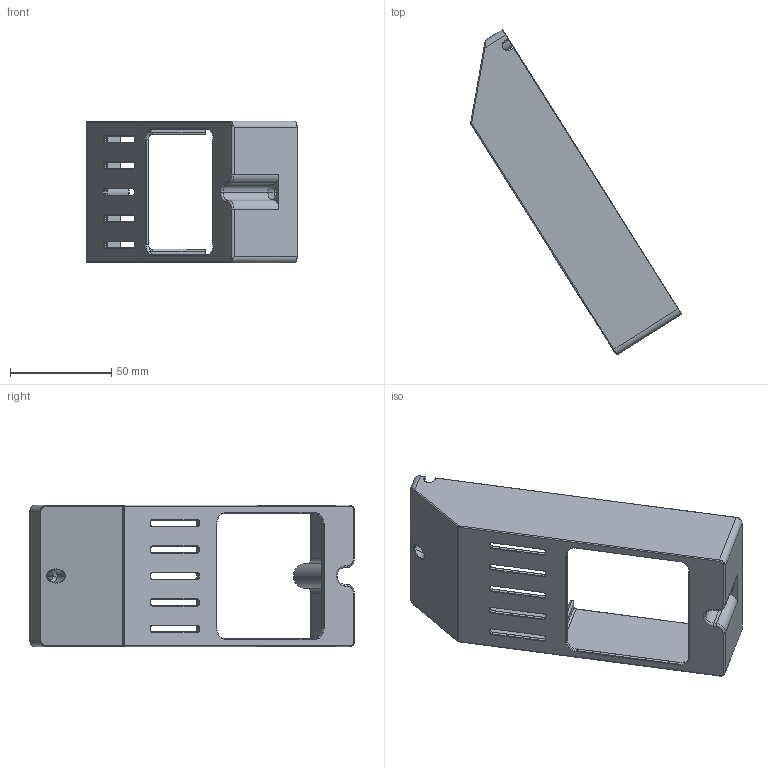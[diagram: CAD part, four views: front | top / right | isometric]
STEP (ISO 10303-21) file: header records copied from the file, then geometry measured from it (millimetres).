
FILE_DESCRIPTION (( 'STEP AP214' ), '1' );
FILE_NAME ('Chamber heating-cover.STEP', '2025-08-09T06:23:19', ( '' ), ( '' ), 'SwSTEP 2.0', 'SolidWorks 2021', '' );
FILE_SCHEMA (( 'AUTOMOTIVE_DESIGN' ));
Length unit declared in the file: millimetre
Products named in the file (1): Chamber heating-cover
Bounding box: 103.96 x 160.06 x 70 mm (x, y, z)
Volume: 46878.3 mm3; surface area: 47368.7 mm2
Topology: 1 solids, 1 shells, 370 faces, 870 edges, 489 vertices
Faces by surface type: cylinder 158, torus 85, plane 80, cone 28, sphere 12, bspline 7
Entity records: 10725 total; most frequent: CARTESIAN_POINT 2063, DIRECTION 2010, ORIENTED_EDGE 1716, EDGE_CURVE 858, AXIS2_PLACEMENT_3D 806, VERTEX_POINT 489, CIRCLE 442, VECTOR 398
